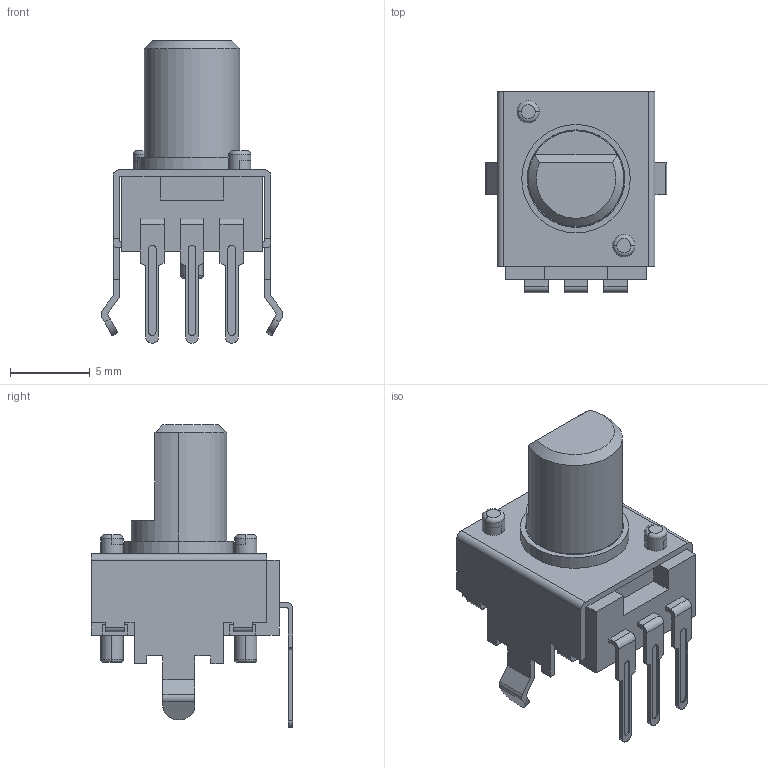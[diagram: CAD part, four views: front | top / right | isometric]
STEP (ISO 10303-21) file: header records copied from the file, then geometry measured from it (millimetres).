
FILE_DESCRIPTION(('FreeCAD Model'),'2;1');
FILE_NAME('PTV09A-4X15F-XXXX.step', '2018-06-14T15:27:02',('kicad StepUp'),('ksu MCAD'), 'Open CASCADE STEP processor 7.2','FreeCAD','Unknown');
FILE_SCHEMA(('AUTOMOTIVE_DESIGN { 1 0 10303 214 1 1 1 1 }'));
Length unit declared in the file: millimetre
Products named in the file (1): PTV09A-4X15F-XXXX
Bounding box: 11.4 x 12.65 x 18.99 mm (x, y, z)
Volume: 618.9 mm3; surface area: 1272.3 mm2
Topology: 2 solids, 4 shells, 236 faces, 1890 edges, 5462 vertices
Faces by surface type: plane 166, cylinder 61, torus 8, cone 1
Entity records: 26092 total; most frequent: CARTESIAN_POINT 7757, DIRECTION 2805, LINE 1413, VECTOR 1413, GEOMETRIC_CURVE_SET 1261, ORIENTED_EDGE 1260, TRIMMED_CURVE 1260, AXIS2_PLACEMENT_3D 696
